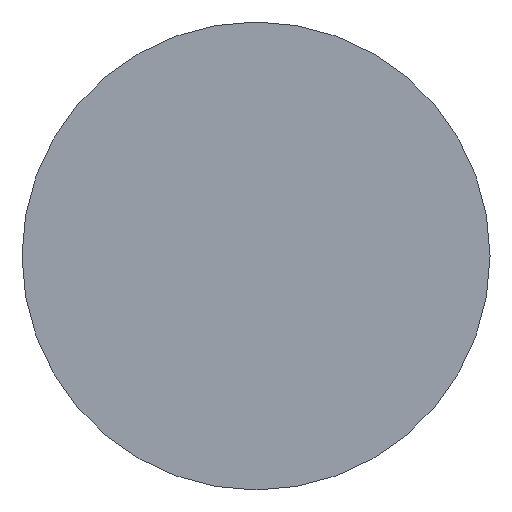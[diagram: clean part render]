
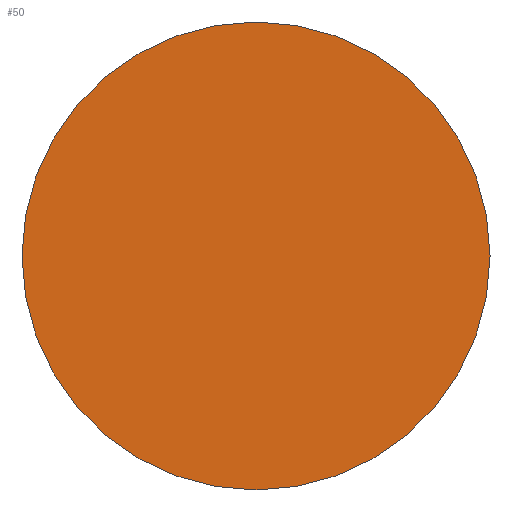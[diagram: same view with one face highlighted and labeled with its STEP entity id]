
A CAD part, top view. The second image highlights one B-rep face of the part: STEP entity #50.
In plain terms, the highlighted planar face has unit normal (0, 0, 1).
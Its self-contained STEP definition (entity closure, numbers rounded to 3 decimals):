
#18=PLANE('',#75);
#20=FACE_OUTER_BOUND('',#23,.T.);
#23=EDGE_LOOP('',(#41,#42));
#27=CIRCLE('',#76,1.5);
#28=CIRCLE('',#77,1.5);
#31=VERTEX_POINT('',#103);
#32=VERTEX_POINT('',#104);
#35=EDGE_CURVE('',#31,#32,#27,.T.);
#36=EDGE_CURVE('',#32,#31,#28,.T.);
#41=ORIENTED_EDGE('',*,*,#35,.T.);
#42=ORIENTED_EDGE('',*,*,#36,.T.);
#50=ADVANCED_FACE('',(#20),#18,.T.);
#75=AXIS2_PLACEMENT_3D('',#102,#87,#88);
#76=AXIS2_PLACEMENT_3D('',#105,#89,#90);
#77=AXIS2_PLACEMENT_3D('',#106,#91,#92);
#87=DIRECTION('center_axis',(0.,0.,1.));
#88=DIRECTION('ref_axis',(-0.707,-0.707,0.));
#89=DIRECTION('center_axis',(0.,0.,
1.));
#90=DIRECTION('ref_axis',(0.814,-0.581,0.));
#91=DIRECTION('center_axis',(0.,0.,
1.));
#92=DIRECTION('ref_axis',(0.814,-0.581,0.));
#102=CARTESIAN_POINT('Origin',(0.,3.264,1.5));
#103=CARTESIAN_POINT('',(1.5,0.,1.5));
#104=CARTESIAN_POINT('',(-1.5,0.,1.5));
#105=CARTESIAN_POINT('Origin',(0.,0.,
1.5));
#106=CARTESIAN_POINT('Origin',(0.,0.,
1.5));
